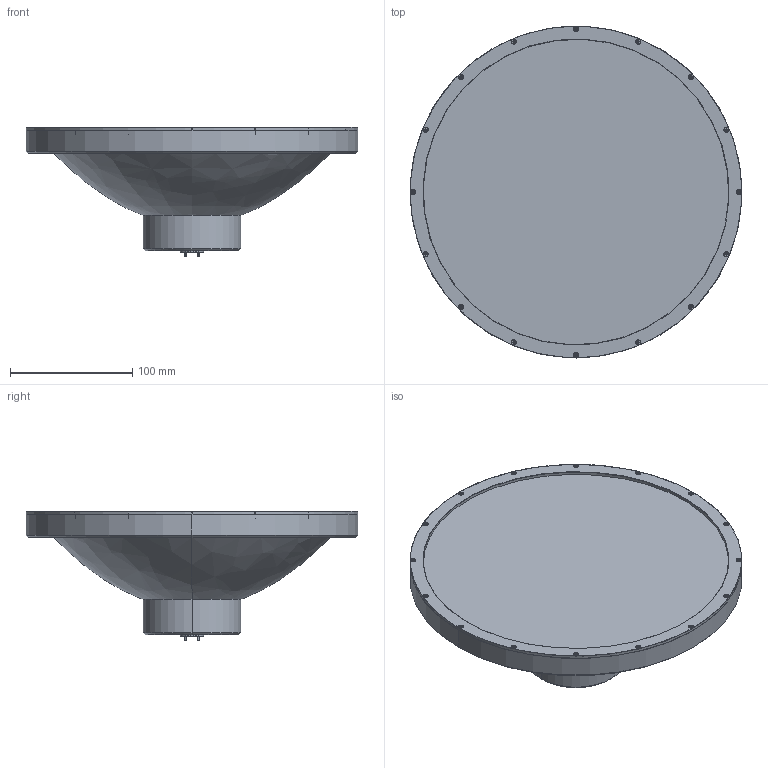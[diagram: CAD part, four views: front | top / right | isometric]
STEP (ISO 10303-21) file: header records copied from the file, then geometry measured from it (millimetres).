
FILE_DESCRIPTION (( 'STEP AP203' ), '1' );
FILE_NAME ('DMAY-10-101-A1 DF.STEP', '2021-11-19T22:51:40', ( '' ), ( '' ), 'SwSTEP 2.0', 'SolidWorks 2021', '' );
FILE_SCHEMA (( 'CONFIG_CONTROL_DESIGN' ));
Products named in the file (1): DMAY-10-101-A1 DF
Bounding box: 271.78 x 271.78 x 105.77 mm (x, y, z)
Volume: 2411702.2 mm3; surface area: 287079.7 mm2
Topology: 28 solids, 36 shells, 1692 faces, 4542 edges, 2870 vertices
Faces by surface type: cylinder 782, cone 476, plane 376, bspline 58
Entity records: 81769 total; most frequent: CARTESIAN_POINT 44133, ORIENTED_EDGE 8812, DIRECTION 6892, EDGE_CURVE 4406, VERTEX_POINT 2870, AXIS2_PLACEMENT_3D 2617, EDGE_LOOP 1818, FACE_OUTER_BOUND 1692
